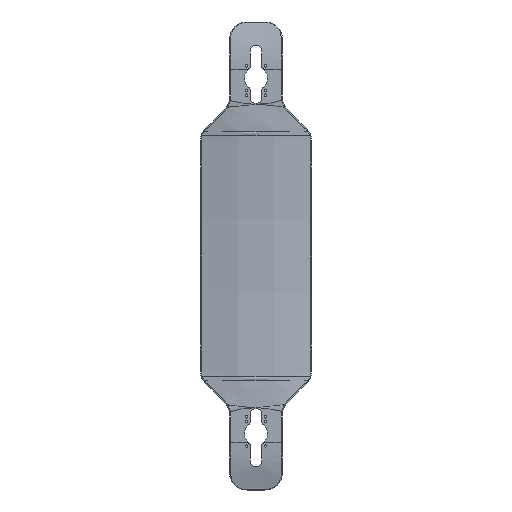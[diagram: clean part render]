
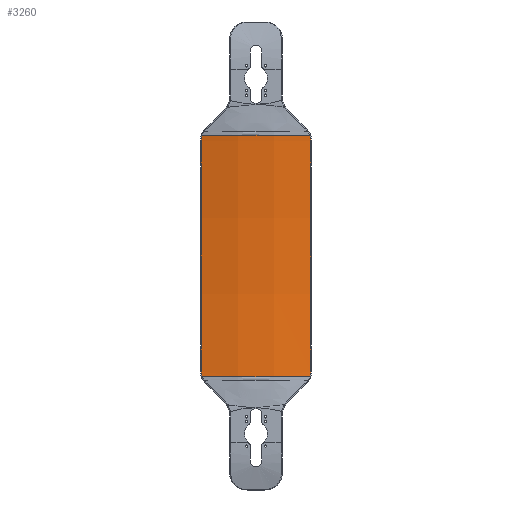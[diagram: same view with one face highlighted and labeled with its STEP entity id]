
A CAD part, front view. The second image highlights one B-rep face of the part: STEP entity #3260.
In plain terms, the highlighted toroidal (fillet/blend) face has major radius 4376.74 mm and minor radius 579.438 mm.
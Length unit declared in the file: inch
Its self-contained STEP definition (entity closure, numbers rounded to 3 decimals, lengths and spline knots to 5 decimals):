
#345=TOROIDAL_SURFACE('',#3548,172.3125,22.8125);
#422=FACE_OUTER_BOUND('',#644,.T.);
#644=EDGE_LOOP('',(#2335,#2336,#2337,#2338,#2339,#2340,#2341,#2342));
#843=B_SPLINE_CURVE_WITH_KNOTS('',3,(#5131,#5132,#5133,#5134),
 .UNSPECIFIED.,.F.,.F.,(4,4),(-1.23432,0.),
 .UNSPECIFIED.);
#869=B_SPLINE_CURVE_WITH_KNOTS('',3,(#5648,#5649,#5650,#5651),
 .UNSPECIFIED.,.F.,.F.,(4,4),(-1.23432,0.),
 .UNSPECIFIED.);
#884=B_SPLINE_CURVE_WITH_KNOTS('',3,(#6101,#6102,#6103,#6104,#6105,#6106,
#6107,#6108,#6109,#6110,#6111,#6112,#6113),.UNSPECIFIED.,.F.,.F.,(4,2,1,
1,1,1,1,2,4),(0.57756,0.59196,4.4703,8.34864,
10.28781,12.22698,16.10532,19.98366,19.99806),
 .UNSPECIFIED.);
#885=B_SPLINE_CURVE_WITH_KNOTS('',3,(#6120,#6121,#6122,#6123),
 .UNSPECIFIED.,.F.,.F.,(4,4),(0.,1.23432),.UNSPECIFIED.);
#886=B_SPLINE_CURVE_WITH_KNOTS('',3,(#6125,#6126,#6127,#6128,#6129,#6130,
#6131,#6132,#6133,#6134),.UNSPECIFIED.,.F.,.F.,(4,2,1,1,2,4),(0.57759,
0.59199,4.47033,8.34867,19.98369,19.9981),
 .UNSPECIFIED.);
#887=B_SPLINE_CURVE_WITH_KNOTS('',3,(#6135,#6136,#6137,#6138),
 .UNSPECIFIED.,.F.,.F.,(4,4),(0.,1.23432),.UNSPECIFIED.);
#1093=CIRCLE('',#3549,149.98677);
#1094=CIRCLE('',#3550,149.98677);
#1296=VERTEX_POINT('',#5128);
#1297=VERTEX_POINT('',#5130);
#1336=VERTEX_POINT('',#5611);
#1338=VERTEX_POINT('',#5646);
#1356=VERTEX_POINT('',#6115);
#1357=VERTEX_POINT('',#6117);
#1358=VERTEX_POINT('',#6119);
#1359=VERTEX_POINT('',#6124);
#1630=EDGE_CURVE('',#1296,#1297,#843,.T.);
#1691=EDGE_CURVE('',#1338,#1336,#869,.T.);
#1717=EDGE_CURVE('',#1336,#1296,#884,.T.);
#1718=EDGE_CURVE('',#1297,#1356,#1093,.T.);
#1719=EDGE_CURVE('',#1357,#1338,#1094,.T.);
#1720=EDGE_CURVE('',#1358,#1357,#885,.T.);
#1721=EDGE_CURVE('',#1359,#1358,#886,.T.);
#1722=EDGE_CURVE('',#1356,#1359,#887,.T.);
#2335=ORIENTED_EDGE('',*,*,#1718,.F.);
#2336=ORIENTED_EDGE('',*,*,#1630,.F.);
#2337=ORIENTED_EDGE('',*,*,#1717,.F.);
#2338=ORIENTED_EDGE('',*,*,#1691,.F.);
#2339=ORIENTED_EDGE('',*,*,#1719,.F.);
#2340=ORIENTED_EDGE('',*,*,#1720,.F.);
#2341=ORIENTED_EDGE('',*,*,#1721,.F.);
#2342=ORIENTED_EDGE('',*,*,#1722,.F.);
#3260=ADVANCED_FACE('',(#422),#345,.T.);
#3548=AXIS2_PLACEMENT_3D('',#6114,#4028,#4029);
#3549=AXIS2_PLACEMENT_3D('',#6116,#4030,#4031);
#3550=AXIS2_PLACEMENT_3D('',#6118,#4032,#4033);
#4028=DIRECTION('center_axis',(1.,0.,0.));
#4029=DIRECTION('ref_axis',(0.,0.,-1.));
#4030=DIRECTION('center_axis',(1.,0.,0.));
#4031=DIRECTION('ref_axis',(0.,0.999,-0.033));
#4032=DIRECTION('center_axis',(-1.,0.,0.));
#4033=DIRECTION('ref_axis',(0.,0.999,0.033));
#5128=CARTESIAN_POINT('',(-4.60574,-0.38762,-10.34749));
#5130=CARTESIAN_POINT('',(-4.68744,-0.33857,-9.87361));
#5131=CARTESIAN_POINT('Ctrl Pts',(-4.60574,-0.38762,
-10.34749));
#5132=CARTESIAN_POINT('Ctrl Pts',(-4.65948,-0.36606,-10.19622));
#5133=CARTESIAN_POINT('Ctrl Pts',(-4.68744,-0.34923,
-10.03516));
#5134=CARTESIAN_POINT('Ctrl Pts',(-4.68744,-0.33857,
-9.87361));
#5611=CARTESIAN_POINT('',(4.60574,-0.38762,-10.34749));
#5646=CARTESIAN_POINT('',(4.68744,-0.33857,-9.87361));
#5648=CARTESIAN_POINT('Ctrl Pts',(4.68744,-0.33857,-9.87361));
#5649=CARTESIAN_POINT('Ctrl Pts',(4.68744,-0.34923,-10.03516));
#5650=CARTESIAN_POINT('Ctrl Pts',(4.65948,-0.36606,-10.19622));
#5651=CARTESIAN_POINT('Ctrl Pts',(4.60574,-0.38762,-10.34749));
#6101=CARTESIAN_POINT('Ctrl Pts',(4.60574,-0.38762,-10.34749));
#6102=CARTESIAN_POINT('Ctrl Pts',(4.6035,-0.38809,-10.34751));
#6103=CARTESIAN_POINT('Ctrl Pts',(4.60125,-0.38855,-10.34753));
#6104=CARTESIAN_POINT('Ctrl Pts',(3.99445,-0.51411,-10.35292));
#6105=CARTESIAN_POINT('Ctrl Pts',(2.7747,-0.71502,-10.36083));
#6106=CARTESIAN_POINT('Ctrl Pts',(1.23498,-0.84072,-10.3628));
#6107=CARTESIAN_POINT('Ctrl Pts',(0.,-0.86585,
-10.36234));
#6108=CARTESIAN_POINT('Ctrl Pts',(-1.23498,-0.84072,
-10.3628));
#6109=CARTESIAN_POINT('Ctrl Pts',(-2.7747,-0.71502,
-10.36083));
#6110=CARTESIAN_POINT('Ctrl Pts',(-3.99445,-0.51411,-10.35292));
#6111=CARTESIAN_POINT('Ctrl Pts',(-4.60125,-0.38855,-10.34753));
#6112=CARTESIAN_POINT('Ctrl Pts',(-4.6035,-0.38809,
-10.34751));
#6113=CARTESIAN_POINT('Ctrl Pts',(-4.60574,-0.38762,
-10.34749));
#6114=CARTESIAN_POINT('Origin',(0.,-150.,0.));
#6115=CARTESIAN_POINT('',(-4.68744,-0.33857,9.87361));
#6116=CARTESIAN_POINT('Origin',(-4.68744,-150.,0.));
#6117=CARTESIAN_POINT('',(4.68744,-0.33857,9.87361));
#6118=CARTESIAN_POINT('Origin',(4.68744,-150.,0.));
#6119=CARTESIAN_POINT('',(4.60574,-0.38762,10.34749));
#6120=CARTESIAN_POINT('Ctrl Pts',(4.60574,-0.38762,10.34749));
#6121=CARTESIAN_POINT('Ctrl Pts',(4.65948,-0.36606,10.19622));
#6122=CARTESIAN_POINT('Ctrl Pts',(4.68744,-0.34923,10.03516));
#6123=CARTESIAN_POINT('Ctrl Pts',(4.68744,-0.33857,9.87361));
#6124=CARTESIAN_POINT('',(-4.60574,-0.38762,10.34749));
#6125=CARTESIAN_POINT('Ctrl Pts',(-4.60574,-0.38762,
10.34749));
#6126=CARTESIAN_POINT('Ctrl Pts',(-4.6035,-0.38809,10.34751));
#6127=CARTESIAN_POINT('Ctrl Pts',(-4.60125,-0.38855,
10.34753));
#6128=CARTESIAN_POINT('Ctrl Pts',(-3.99448,-0.51413,10.35283));
#6129=CARTESIAN_POINT('Ctrl Pts',(-2.77466,-0.71493,
10.36135));
#6130=CARTESIAN_POINT('Ctrl Pts',(0.30472,-0.96668,
10.36296));
#6131=CARTESIAN_POINT('Ctrl Pts',(2.78513,-0.76472,10.36418));
#6132=CARTESIAN_POINT('Ctrl Pts',(4.60125,-0.38855,10.34753));
#6133=CARTESIAN_POINT('Ctrl Pts',(4.6035,-0.38809,10.34751));
#6134=CARTESIAN_POINT('Ctrl Pts',(4.60574,-0.38762,10.34749));
#6135=CARTESIAN_POINT('Ctrl Pts',(-4.68744,-0.33857,
9.87361));
#6136=CARTESIAN_POINT('Ctrl Pts',(-4.68744,-0.34923,
10.03516));
#6137=CARTESIAN_POINT('Ctrl Pts',(-4.65948,-0.36606,10.19622));
#6138=CARTESIAN_POINT('Ctrl Pts',(-4.60574,-0.38762,
10.34749));
